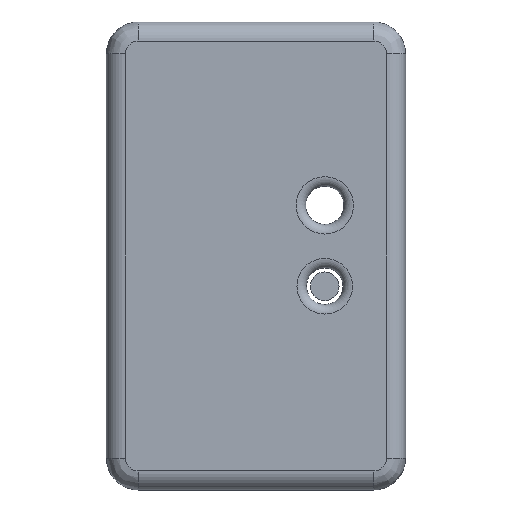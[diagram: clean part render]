
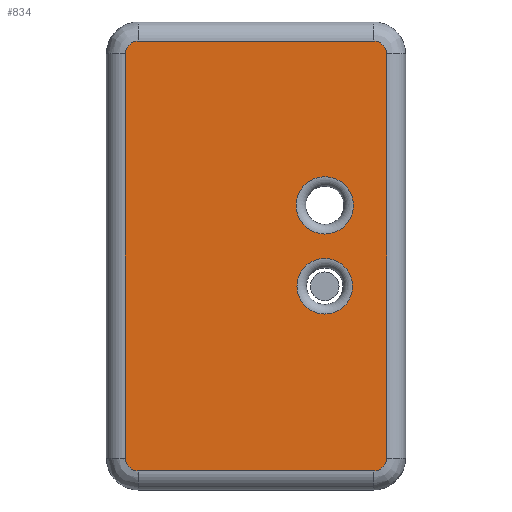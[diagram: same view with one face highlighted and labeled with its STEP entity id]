
A CAD part, front view. The second image highlights one B-rep face of the part: STEP entity #834.
In plain terms, the highlighted planar face has unit normal (0, -1, 0).
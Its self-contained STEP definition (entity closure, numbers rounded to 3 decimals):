
#44=FACE_BOUND('',#247,.T.);
#45=FACE_BOUND('',#248,.T.);
#54=LINE('',#1303,#113);
#55=LINE('',#1307,#114);
#56=LINE('',#1311,#115);
#57=LINE('',#1314,#116);
#113=VECTOR('',#1018,10.);
#114=VECTOR('',#1021,10.);
#115=VECTOR('',#1024,10.);
#116=VECTOR('',#1027,10.);
#172=PLANE('',#893);
#195=FACE_OUTER_BOUND('',#246,.T.);
#246=EDGE_LOOP('',(#587,#588,#589,#590,#591,#592,#593,#594));
#247=EDGE_LOOP('',(#595,#596));
#248=EDGE_LOOP('',(#597,#598));
#306=CIRCLE('',#888,4.375);
#310=CIRCLE('',#892,4.375);
#311=CIRCLE('',#894,2.);
#312=CIRCLE('',#895,2.);
#313=CIRCLE('',#896,2.);
#314=CIRCLE('',#897,2.);
#315=CIRCLE('',#898,4.5);
#316=CIRCLE('',#899,4.5);
#372=VERTEX_POINT('',#1289);
#373=VERTEX_POINT('',#1290);
#376=VERTEX_POINT('',#1299);
#377=VERTEX_POINT('',#1300);
#378=VERTEX_POINT('',#1302);
#379=VERTEX_POINT('',#1304);
#380=VERTEX_POINT('',#1306);
#381=VERTEX_POINT('',#1308);
#382=VERTEX_POINT('',#1310);
#383=VERTEX_POINT('',#1312);
#384=VERTEX_POINT('',#1315);
#385=VERTEX_POINT('',#1316);
#456=EDGE_CURVE('',#372,#373,#306,.T.);
#460=EDGE_CURVE('',#373,#372,#310,.T.);
#461=EDGE_CURVE('',#376,#377,#311,.T.);
#462=EDGE_CURVE('',#378,#376,#54,.T.);
#463=EDGE_CURVE('',#379,#378,#312,.T.);
#464=EDGE_CURVE('',#380,#379,#55,.T.);
#465=EDGE_CURVE('',#381,#380,#313,.T.);
#466=EDGE_CURVE('',#382,#381,#56,.T.);
#467=EDGE_CURVE('',#383,#382,#314,.T.);
#468=EDGE_CURVE('',#377,#383,#57,.T.);
#469=EDGE_CURVE('',#384,#385,#315,.T.);
#470=EDGE_CURVE('',#385,#384,#316,.T.);
#587=ORIENTED_EDGE('',*,*,#461,.F.);
#588=ORIENTED_EDGE('',*,*,#462,.F.);
#589=ORIENTED_EDGE('',*,*,#463,.F.);
#590=ORIENTED_EDGE('',*,*,#464,.F.);
#591=ORIENTED_EDGE('',*,*,#465,.F.);
#592=ORIENTED_EDGE('',*,*,#466,.F.);
#593=ORIENTED_EDGE('',*,*,#467,.F.);
#594=ORIENTED_EDGE('',*,*,#468,.F.);
#595=ORIENTED_EDGE('',*,*,#469,.F.);
#596=ORIENTED_EDGE('',*,*,#470,.F.);
#597=ORIENTED_EDGE('',*,*,#456,.F.);
#598=ORIENTED_EDGE('',*,*,#460,.F.);
#834=ADVANCED_FACE('',(#195,#44,#45),#172,.T.);
#888=AXIS2_PLACEMENT_3D('',#1291,#1004,#1005);
#892=AXIS2_PLACEMENT_3D('',#1297,#1012,#1013);
#893=AXIS2_PLACEMENT_3D('',#1298,#1014,#1015);
#894=AXIS2_PLACEMENT_3D('',#1301,#1016,#1017);
#895=AXIS2_PLACEMENT_3D('',#1305,#1019,#1020);
#896=AXIS2_PLACEMENT_3D('',#1309,#1022,#1023);
#897=AXIS2_PLACEMENT_3D('',#1313,#1025,#1026);
#898=AXIS2_PLACEMENT_3D('',#1317,#1028,#1029);
#899=AXIS2_PLACEMENT_3D('',#1318,#1030,#1031);
#1004=DIRECTION('center_axis',(0.,-1.,0.));
#1005=DIRECTION('ref_axis',(1.,0.,0.));
#1012=DIRECTION('center_axis',(0.,-1.,0.));
#1013=DIRECTION('ref_axis',(1.,0.,0.));
#1014=DIRECTION('center_axis',(0.,-1.,0.));
#1015=DIRECTION('ref_axis',(0.,0.,-1.));
#1016=DIRECTION('center_axis',(0.,1.,0.));
#1017=DIRECTION('ref_axis',(0.707,0.,0.707));
#1018=DIRECTION('',(1.,0.,0.));
#1019=DIRECTION('center_axis',(0.,1.,0.));
#1020=DIRECTION('ref_axis',(-0.707,0.,0.707));
#1021=DIRECTION('',(0.,0.,1.));
#1022=DIRECTION('center_axis',(0.,1.,0.));
#1023=DIRECTION('ref_axis',(-0.707,0.,-0.707));
#1024=DIRECTION('',(-1.,0.,0.));
#1025=DIRECTION('center_axis',(0.,1.,0.));
#1026=DIRECTION('ref_axis',(0.707,0.,-0.707));
#1027=DIRECTION('',(0.,0.,-1.));
#1028=DIRECTION('center_axis',(0.,-1.,0.));
#1029=DIRECTION('ref_axis',(1.,0.,0.));
#1030=DIRECTION('center_axis',(0.,-1.,0.));
#1031=DIRECTION('ref_axis',(1.,0.,0.));
#1289=CARTESIAN_POINT('',(18.667,-6.,21.364));
#1290=CARTESIAN_POINT('',(23.042,-6.,16.989));
#1291=CARTESIAN_POINT('Origin',(23.042,-6.,21.364));
#1297=CARTESIAN_POINT('Origin',(23.042,-6.,21.364));
#1298=CARTESIAN_POINT('Origin',(12.242,-6.,26.114));
#1299=CARTESIAN_POINT('',(30.742,-6.,59.864));
#1300=CARTESIAN_POINT('',(32.742,-6.,57.864));
#1301=CARTESIAN_POINT('Origin',(30.742,-6.,57.864));
#1302=CARTESIAN_POINT('',(-6.258,-6.,59.864));
#1303=CARTESIAN_POINT('',(0.492,-6.,59.864));
#1304=CARTESIAN_POINT('',(-8.258,-6.,57.864));
#1305=CARTESIAN_POINT('Origin',(-6.258,-6.,57.864));
#1306=CARTESIAN_POINT('',(-8.258,-6.,-5.636));
#1307=CARTESIAN_POINT('',(-8.258,-6.,7.739));
#1308=CARTESIAN_POINT('',(-6.258,-6.,-7.636));
#1309=CARTESIAN_POINT('Origin',(-6.258,-6.,-5.636));
#1310=CARTESIAN_POINT('',(30.742,-6.,-7.636));
#1311=CARTESIAN_POINT('',(23.992,-6.,-7.636));
#1312=CARTESIAN_POINT('',(32.742,-6.,-5.636));
#1313=CARTESIAN_POINT('Origin',(30.742,-6.,-5.636));
#1314=CARTESIAN_POINT('',(32.742,-6.,44.489));
#1315=CARTESIAN_POINT('',(18.542,-6.,34.064));
#1316=CARTESIAN_POINT('',(23.042,-6.,29.564));
#1317=CARTESIAN_POINT('Origin',(23.042,-6.,34.064));
#1318=CARTESIAN_POINT('Origin',(23.042,-6.,34.064));
